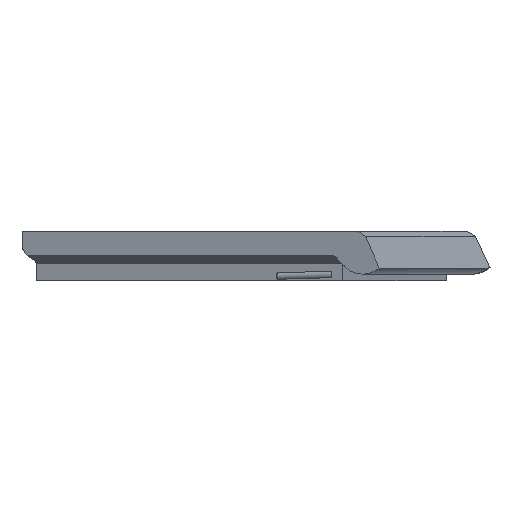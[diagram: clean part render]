
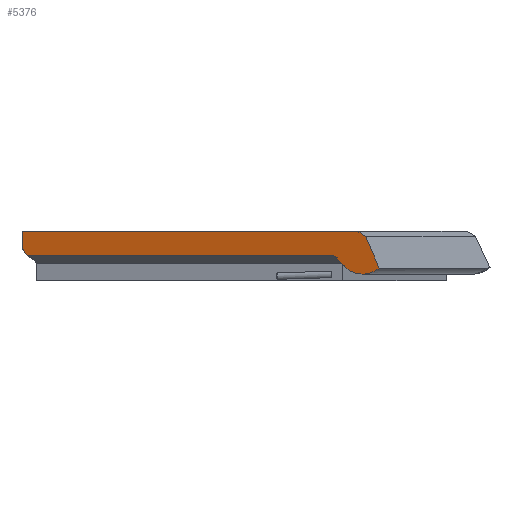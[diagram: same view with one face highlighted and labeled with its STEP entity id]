
A CAD part, left-side view. The second image highlights one B-rep face of the part: STEP entity #5376.
In plain terms, the highlighted planar face has unit normal (-0.934, 0.358, 0).
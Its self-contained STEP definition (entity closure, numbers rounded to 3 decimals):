
#106=PLANE('',#5697);
#393=FACE_OUTER_BOUND('',#678,.T.);
#678=EDGE_LOOP('',(#4164,#4165,#4166,#4167,#4168,#4169,#4170,#4171));
#1030=LINE('',#7719,#1760);
#1226=LINE('',#8240,#1956);
#1227=LINE('',#8241,#1957);
#1228=LINE('',#8243,#1958);
#1229=LINE('',#8245,#1959);
#1230=LINE('',#8247,#1960);
#1231=LINE('',#8248,#1961);
#1760=VECTOR('',#6098,10.);
#1956=VECTOR('',#6424,10.);
#1957=VECTOR('',#6425,10.);
#1958=VECTOR('',#6426,10.);
#1959=VECTOR('',#6427,10.);
#1960=VECTOR('',#6428,10.);
#1961=VECTOR('',#6429,10.);
#2385=CIRCLE('',#5696,10.);
#2523=VERTEX_POINT('',#7716);
#2524=VERTEX_POINT('',#7718);
#2709=VERTEX_POINT('',#8233);
#2710=VERTEX_POINT('',#8235);
#2711=VERTEX_POINT('',#8239);
#2712=VERTEX_POINT('',#8242);
#2713=VERTEX_POINT('',#8244);
#2714=VERTEX_POINT('',#8246);
#3055=EDGE_CURVE('',#2524,#2523,#1030,.T.);
#3280=EDGE_CURVE('',#2709,#2710,#2385,.T.);
#3282=EDGE_CURVE('',#2709,#2711,#1226,.T.);
#3283=EDGE_CURVE('',#2711,#2524,#1227,.T.);
#3284=EDGE_CURVE('',#2712,#2523,#1228,.F.);
#3285=EDGE_CURVE('',#2713,#2712,#1229,.T.);
#3286=EDGE_CURVE('',#2714,#2713,#1230,.F.);
#3287=EDGE_CURVE('',#2714,#2710,#1231,.T.);
#4164=ORIENTED_EDGE('',*,*,#3282,.T.);
#4165=ORIENTED_EDGE('',*,*,#3283,.T.);
#4166=ORIENTED_EDGE('',*,*,#3055,.T.);
#4167=ORIENTED_EDGE('',*,*,#3284,.F.);
#4168=ORIENTED_EDGE('',*,*,#3285,.F.);
#4169=ORIENTED_EDGE('',*,*,#3286,.F.);
#4170=ORIENTED_EDGE('',*,*,#3287,.T.);
#4171=ORIENTED_EDGE('',*,*,#3280,.F.);
#5376=ADVANCED_FACE('',(#393),#106,.T.);
#5696=AXIS2_PLACEMENT_3D('',#8236,#6419,#6420);
#5697=AXIS2_PLACEMENT_3D('',#8238,#6422,#6423);
#6098=DIRECTION('',(0.358,0.934,0.));
#6419=DIRECTION('center_axis',(0.934,-0.358,0.));
#6420=DIRECTION('ref_axis',(0.,0.,-1.));
#6422=DIRECTION('center_axis',(-0.934,0.358,0.));
#6423=DIRECTION('ref_axis',(0.,0.,-1.));
#6424=DIRECTION('',(0.151,0.395,0.906));
#6425=DIRECTION('',(0.302,0.787,0.537));
#6426=DIRECTION('',(0.,0.,-1.));
#6427=DIRECTION('',(0.253,0.66,0.707));
#6428=DIRECTION('',(-0.358,-0.934,0.));
#6429=DIRECTION('',(-0.253,-0.66,-0.707));
#7716=CARTESIAN_POINT('',(-91.608,90.426,21.751));
#7718=CARTESIAN_POINT('',(-135.614,-24.212,21.751));
#7719=CARTESIAN_POINT('',(-115.899,27.147,21.751));
#8233=CARTESIAN_POINT('',(-138.434,-31.559,9.162));
#8235=CARTESIAN_POINT('',(-133.733,-19.312,10.055));
#8236=CARTESIAN_POINT('Origin',(-136.267,-25.914,17.126));
#8238=CARTESIAN_POINT('Origin',(-119.284,18.328,20.));
#8239=CARTESIAN_POINT('',(-136.633,-26.868,19.938));
#8240=CARTESIAN_POINT('',(-133.906,-19.762,36.26));
#8241=CARTESIAN_POINT('',(-130.203,-10.117,31.369));
#8242=CARTESIAN_POINT('',(-91.608,90.426,15.507));
#8243=CARTESIAN_POINT('',(-91.608,90.426,17.754));
#8244=CARTESIAN_POINT('',(-92.315,88.587,13.537));
#8245=CARTESIAN_POINT('',(-92.107,89.126,14.115));
#8246=CARTESIAN_POINT('',(-132.485,-16.062,13.537));
#8247=CARTESIAN_POINT('',(-82.183,114.981,13.537));
#8248=CARTESIAN_POINT('',(-133.226,-17.992,11.469));
